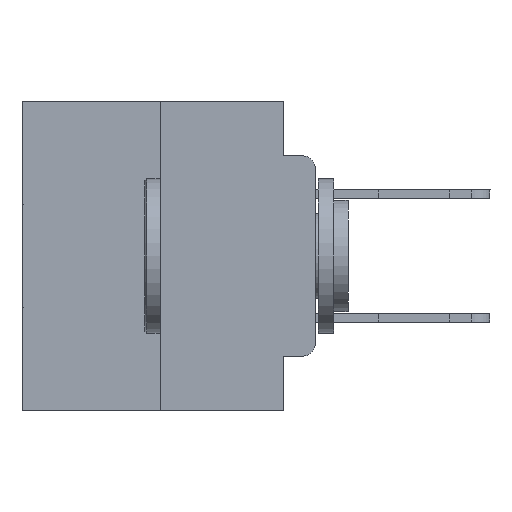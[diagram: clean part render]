
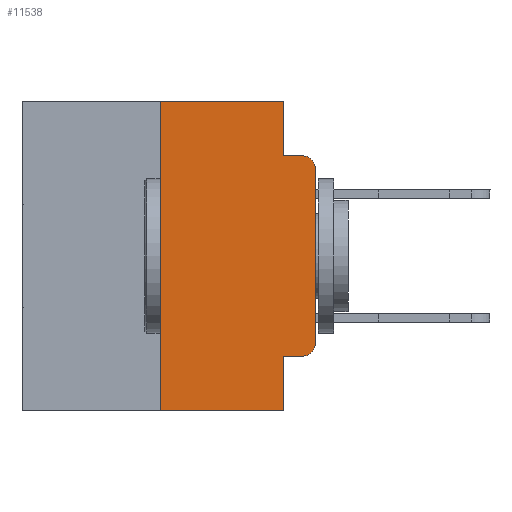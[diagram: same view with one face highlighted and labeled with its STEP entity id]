
A CAD part, left-side view. The second image highlights one B-rep face of the part: STEP entity #11538.
In plain terms, the highlighted planar face has unit normal (-1, 0, 0).
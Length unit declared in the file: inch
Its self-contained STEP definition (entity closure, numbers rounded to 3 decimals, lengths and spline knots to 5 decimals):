
#7 = ORIENTED_EDGE ( 'NONE', *, *, #4204, .T. ) ;
#199 = LINE ( 'NONE', #19152, #11437 ) ;
#340 = PLANE ( 'NONE',  #27058 ) ;
#939 = ORIENTED_EDGE ( 'NONE', *, *, #13466, .T. ) ;
#1210 = DIRECTION ( 'NONE',  ( 0., -1., 0. ) ) ;
#1610 = EDGE_CURVE ( 'NONE', #10003, #12379, #199, .T. ) ;
#1666 = DIRECTION ( 'NONE',  ( 0., 0., -1. ) ) ;
#2670 = LINE ( 'NONE', #16608, #26663 ) ;
#2798 = CARTESIAN_POINT ( 'NONE',  ( 0., 0.473, 0. ) ) ;
#3180 = CARTESIAN_POINT ( 'NONE',  ( 0., 0.25, 0. ) ) ;
#3416 = VECTOR ( 'NONE', #9432, 39.37008 ) ;
#4056 = CARTESIAN_POINT ( 'NONE',  ( 0., 0.051, 0. ) ) ;
#4204 = EDGE_CURVE ( 'NONE', #23222, #22602, #2670, .T. ) ;
#4301 = ORIENTED_EDGE ( 'NONE', *, *, #19493, .F. ) ;
#4520 = VERTEX_POINT ( 'NONE', #22515 ) ;
#5133 = CARTESIAN_POINT ( 'NONE',  ( 0., 0., -0.1085 ) ) ;
#5833 = EDGE_CURVE ( 'NONE', #15265, #23222, #26251, .T. ) ;
#6355 = DIRECTION ( 'NONE',  ( 0., 0., -1. ) ) ;
#7270 = VECTOR ( 'NONE', #23271, 39.37008 ) ;
#7305 = CIRCLE ( 'NONE', #17036, 0.02 ) ;
#9432 = DIRECTION ( 'NONE',  ( 0., -1., 0. ) ) ;
#9694 = CARTESIAN_POINT ( 'NONE',  ( 0., 0.02, -0.1085 ) ) ;
#9709 = VERTEX_POINT ( 'NONE', #19667 ) ;
#9881 = DIRECTION ( 'NONE',  ( 0., 0., -1. ) ) ;
#9907 = AXIS2_PLACEMENT_3D ( 'NONE', #17318, #21666, #1666 ) ;
#10003 = VERTEX_POINT ( 'NONE', #18151 ) ;
#10041 = LINE ( 'NONE', #13211, #19218 ) ;
#10346 = CARTESIAN_POINT ( 'NONE',  ( 0., 0.473, 0. ) ) ;
#11166 = DIRECTION ( 'NONE',  ( 0., 0., -1. ) ) ;
#11169 = ORIENTED_EDGE ( 'NONE', *, *, #15473, .T. ) ;
#11437 = VECTOR ( 'NONE', #14315, 39.37008 ) ;
#11538 = ADVANCED_FACE ( 'NONE', ( #11623 ), #340, .F. ) ;
#11623 = FACE_OUTER_BOUND ( 'NONE', #19117, .T. ) ;
#11674 = CARTESIAN_POINT ( 'NONE',  ( 0., 0., -0.3915 ) ) ;
#12379 = VERTEX_POINT ( 'NONE', #17058 ) ;
#12518 = VERTEX_POINT ( 'NONE', #4056 ) ;
#13211 = CARTESIAN_POINT ( 'NONE',  ( 0., 0.051, 0. ) ) ;
#13262 = VECTOR ( 'NONE', #21961, 39.37008 ) ;
#13466 = EDGE_CURVE ( 'NONE', #22602, #12379, #7305, .T. ) ;
#14295 = ORIENTED_EDGE ( 'NONE', *, *, #27776, .F. ) ;
#14315 = DIRECTION ( 'NONE',  ( 0., -1., 0. ) ) ;
#14523 = ORIENTED_EDGE ( 'NONE', *, *, #26832, .F. ) ;
#15265 = VERTEX_POINT ( 'NONE', #23759 ) ;
#15473 = EDGE_CURVE ( 'NONE', #9709, #15265, #19284, .T. ) ;
#15799 = EDGE_CURVE ( 'NONE', #16515, #28052, #18218, .T. ) ;
#15947 = ORIENTED_EDGE ( 'NONE', *, *, #1610, .F. ) ;
#16515 = VERTEX_POINT ( 'NONE', #18710 ) ;
#16608 = CARTESIAN_POINT ( 'NONE',  ( 0., 0., 0. ) ) ;
#17036 = AXIS2_PLACEMENT_3D ( 'NONE', #9694, #25596, #9881 ) ;
#17058 = CARTESIAN_POINT ( 'NONE',  ( 0., 0.02, -0.0885 ) ) ;
#17318 = CARTESIAN_POINT ( 'NONE',  ( 0., 0.02, -0.3915 ) ) ;
#17460 = ORIENTED_EDGE ( 'NONE', *, *, #25826, .F. ) ;
#18046 = ORIENTED_EDGE ( 'NONE', *, *, #15799, .T. ) ;
#18103 = LINE ( 'NONE', #10346, #25906 ) ;
#18151 = CARTESIAN_POINT ( 'NONE',  ( 0., 0.051, -0.0885 ) ) ;
#18218 = LINE ( 'NONE', #22942, #3416 ) ;
#18529 = DIRECTION ( 'NONE',  ( 1., 0., 0. ) ) ;
#18710 = CARTESIAN_POINT ( 'NONE',  ( 0., 0.25, -0.5 ) ) ;
#19117 = EDGE_LOOP ( 'NONE', ( #7, #939, #15947, #14295, #4301, #17460, #18046, #14523, #11169, #25327 ) ) ;
#19152 = CARTESIAN_POINT ( 'NONE',  ( 0., 0.051, -0.0885 ) ) ;
#19218 = VECTOR ( 'NONE', #11166, 39.37008 ) ;
#19284 = LINE ( 'NONE', #21870, #13262 ) ;
#19493 = EDGE_CURVE ( 'NONE', #4520, #12518, #18103, .T. ) ;
#19667 = CARTESIAN_POINT ( 'NONE',  ( 0., 0.051, -0.4115 ) ) ;
#21110 = CARTESIAN_POINT ( 'NONE',  ( 0., 0.051, -0.5 ) ) ;
#21666 = DIRECTION ( 'NONE',  ( -1., 0., 0. ) ) ;
#21870 = CARTESIAN_POINT ( 'NONE',  ( 0., 0.051, -0.4115 ) ) ;
#21961 = DIRECTION ( 'NONE',  ( 0., -1., 0. ) ) ;
#22016 = CARTESIAN_POINT ( 'NONE',  ( 0., 0.051, 0. ) ) ;
#22074 = LINE ( 'NONE', #3180, #7270 ) ;
#22515 = CARTESIAN_POINT ( 'NONE',  ( 0., 0.25, 0. ) ) ;
#22602 = VERTEX_POINT ( 'NONE', #5133 ) ;
#22942 = CARTESIAN_POINT ( 'NONE',  ( 0., 0.473, -0.5 ) ) ;
#22980 = DIRECTION ( 'NONE',  ( 0., 0., -1. ) ) ;
#23222 = VERTEX_POINT ( 'NONE', #11674 ) ;
#23271 = DIRECTION ( 'NONE',  ( 0., 0., 1. ) ) ;
#23759 = CARTESIAN_POINT ( 'NONE',  ( 0., 0.02, -0.4115 ) ) ;
#25327 = ORIENTED_EDGE ( 'NONE', *, *, #5833, .T. ) ;
#25547 = VECTOR ( 'NONE', #6355, 39.37008 ) ;
#25596 = DIRECTION ( 'NONE',  ( -1., 0., 0. ) ) ;
#25826 = EDGE_CURVE ( 'NONE', #16515, #4520, #22074, .T. ) ;
#25906 = VECTOR ( 'NONE', #1210, 39.37008 ) ;
#26251 = CIRCLE ( 'NONE', #9907, 0.02 ) ;
#26663 = VECTOR ( 'NONE', #27593, 39.37008 ) ;
#26832 = EDGE_CURVE ( 'NONE', #9709, #28052, #10041, .T. ) ;
#26982 = LINE ( 'NONE', #22016, #25547 ) ;
#27058 = AXIS2_PLACEMENT_3D ( 'NONE', #2798, #18529, #22980 ) ;
#27593 = DIRECTION ( 'NONE',  ( 0., 0., 1. ) ) ;
#27776 = EDGE_CURVE ( 'NONE', #12518, #10003, #26982, .T. ) ;
#28052 = VERTEX_POINT ( 'NONE', #21110 ) ;
